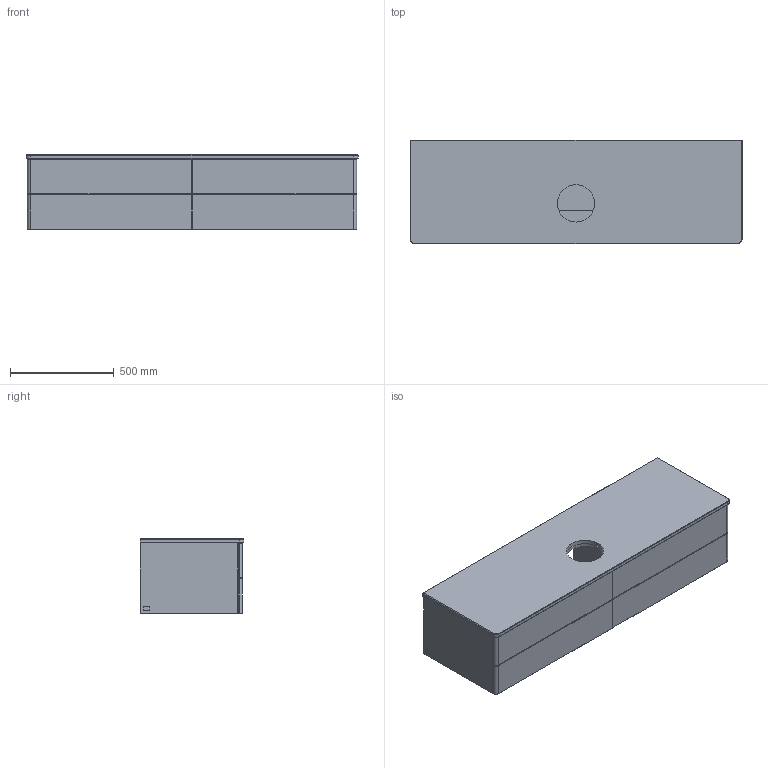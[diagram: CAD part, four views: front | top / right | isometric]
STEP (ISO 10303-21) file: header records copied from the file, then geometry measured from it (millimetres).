
FILE_DESCRIPTION((' '),'2;1');
FILE_NAME('K250_L250.stp','2023-04-05T07:16:40',(' '),(' '),' ','ACIS',' ');
FILE_SCHEMA(('CONFIG_CONTROL_DESIGN'));
Length unit declared in the file: millimetre
Products named in the file (25): K250_L250.stp; Körper1; Körper2; Körper3; Körper4; Körper5; Körper6; Körper7; Körper8; Körper9; Körper10; Körper11; Körper12; Körper13; Körper14; Körper15; Körper16; Körper17; Körper18; Körper19; Körper20; Körper21; Körper22; Körper23; Körper24
Assembly tree (24 placements, depth 2):
  K250_L250.stp
    Körper1
    Körper2
    Körper3
    Körper4
    Körper5
    Körper6
    Körper7
    Körper8
    Körper9
    Körper10
    Körper11
    Körper12
    Körper13
    Körper14
    Körper15
    Körper16
    Körper17
    Körper18
    Körper19
    Körper20
    Körper21
    Körper22
    Körper23
    Körper24
Bounding box: 1600 x 500 x 360 mm (x, y, z)
Volume: 73091256.8 mm3; surface area: 9431856.5 mm2
Topology: 24 solids, 24 shells, 291 faces, 641 edges, 394 vertices
Faces by surface type: plane 248, cylinder 23, cone 12, torus 4, sphere 4
Full cylindrical faces by diameter (mm): 35 x1, 180 x2
Entity records: 11310 total; most frequent: DIRECTION 1376, CARTESIAN_POINT 1368, ORIENTED_EDGE 1268, EDGE_CURVE 634, VECTOR 572, LINE 572, AXIS2_PLACEMENT_3D 402, VERTEX_POINT 394
